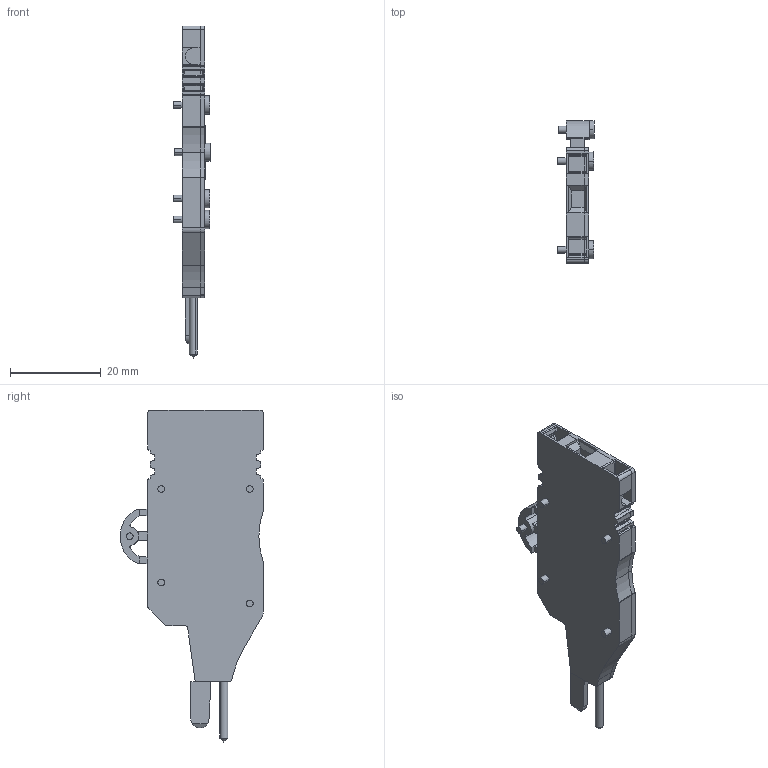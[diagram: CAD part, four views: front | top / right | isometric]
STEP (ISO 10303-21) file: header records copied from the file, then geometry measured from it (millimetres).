
FILE_DESCRIPTION(('CATIA V5R22 STEP214','CAx-IF Rec.Pracs.--- Model Styling and Organization---1.4--- 2014-01-23'),'2;1');
FILE_NAME ('017023-2_0', '2021-06-10T06:45:40+00:00', ('Weidmueller Interface'), ('Weidmueller'), 'CATIA Version 5-6 Release 2016 SP3 HF44', 'CATIA V5 STEP AP214', 'none');
FILE_SCHEMA(('AUTOMOTIVE_DESIGN { 1 0 10303 214 1 1 1 1 }'));
Length unit declared in the file: millimetre
Products named in the file (1): ZTA2_ZA_AllCATPart
Bounding box: 8 x 31.45 x 73.1 mm (x, y, z)
Volume: 6628.3 mm3; surface area: 6963.8 mm2
Topology: 4 solids, 4 shells, 406 faces, 1116 edges, 732 vertices
Faces by surface type: plane 265, cylinder 137, cone 4
Entity records: 12146 total; most frequent: ORIENTED_EDGE 2228, CARTESIAN_POINT 2173, DIRECTION 1728, EDGE_CURVE 1114, VECTOR 821, LINE 821, VERTEX_POINT 732, AXIS2_PLACEMENT_3D 600
